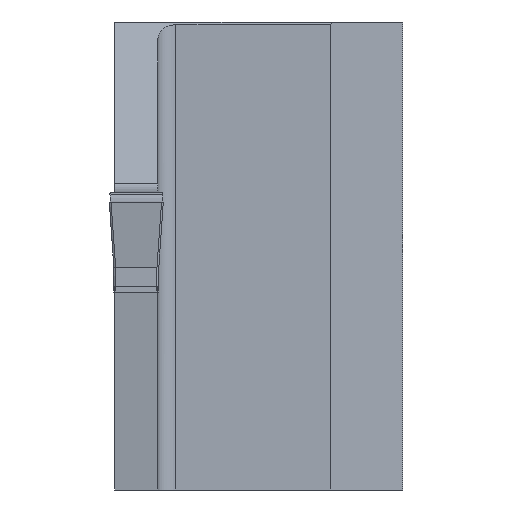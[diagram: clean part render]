
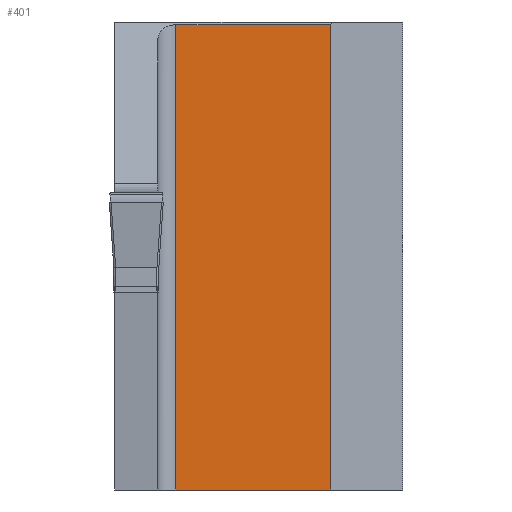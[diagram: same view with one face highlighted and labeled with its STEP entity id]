
A CAD part, left-side view. The second image highlights one B-rep face of the part: STEP entity #401.
In plain terms, the highlighted planar face has unit normal (-1, 0, 0).
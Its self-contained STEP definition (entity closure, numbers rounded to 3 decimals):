
#401=ADVANCED_FACE('',(#483),#447,.F.);
#447=PLANE('',#1234);
#483=FACE_OUTER_BOUND('',#529,.T.);
#529=EDGE_LOOP('',(#631,#632,#633,#634));
#631=ORIENTED_EDGE('',*,*,#947,.T.);
#632=ORIENTED_EDGE('',*,*,#943,.T.);
#633=ORIENTED_EDGE('',*,*,#948,.F.);
#634=ORIENTED_EDGE('',*,*,#933,.T.);
#848=VERTEX_POINT('',#1583);
#849=VERTEX_POINT('',#1585);
#856=VERTEX_POINT('',#1603);
#857=VERTEX_POINT('',#1605);
#933=EDGE_CURVE('',#849,#848,#1052,.T.);
#943=EDGE_CURVE('',#857,#856,#1062,.T.);
#947=EDGE_CURVE('',#848,#857,#1065,.T.);
#948=EDGE_CURVE('',#849,#856,#1066,.T.);
#1052=LINE('',#1584,#1149);
#1062=LINE('',#1604,#1159);
#1065=LINE('',#1611,#1162);
#1066=LINE('',#1612,#1163);
#1149=VECTOR('',#1331,1.);
#1159=VECTOR('',#1345,1.);
#1162=VECTOR('',#1354,1.);
#1163=VECTOR('',#1355,1.);
#1234=AXIS2_PLACEMENT_3D('',#1613,#1356,#1357);
#1331=DIRECTION('',(0.,1.,0.));
#1345=DIRECTION('',(0.,-1.,0.));
#1354=DIRECTION('',(0.,0.,-1.));
#1355=DIRECTION('',(0.,0.,-1.));
#1356=DIRECTION('',(1.,0.,0.));
#1357=DIRECTION('',(0.,0.,-1.));
#1583=CARTESIAN_POINT('',(16.,8.6,9.842));
#1584=CARTESIAN_POINT('',(16.,-4.,9.842));
#1585=CARTESIAN_POINT('',(16.,0.,9.842));
#1603=CARTESIAN_POINT('',(16.,0.,-16.));
#1604=CARTESIAN_POINT('',(16.,-4.,-16.));
#1605=CARTESIAN_POINT('',(16.,8.6,-16.));
#1611=CARTESIAN_POINT('',(16.,8.6,10.));
#1612=CARTESIAN_POINT('',(16.,0.,10.));
#1613=CARTESIAN_POINT('',(16.,-4.,10.));
